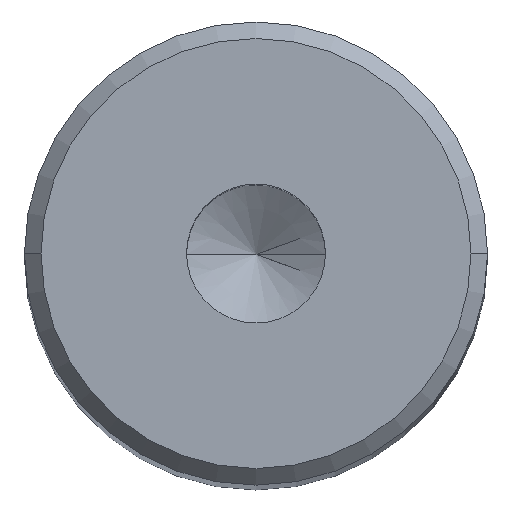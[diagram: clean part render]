
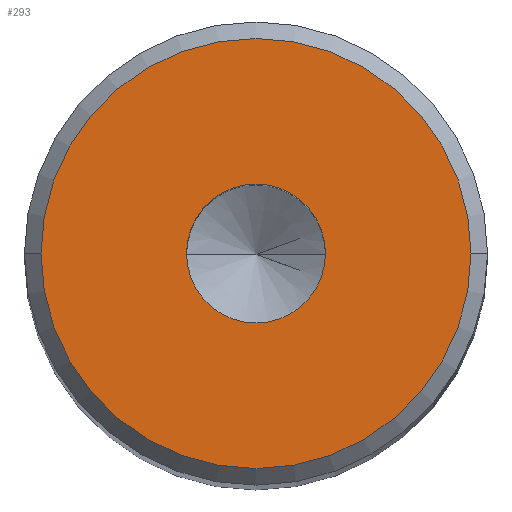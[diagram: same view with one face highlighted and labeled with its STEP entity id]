
A CAD part, top view. The second image highlights one B-rep face of the part: STEP entity #293.
In plain terms, the highlighted planar face has unit normal (0, 0, 1).
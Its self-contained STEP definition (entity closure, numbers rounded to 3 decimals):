
#28 = VERTEX_POINT ( 'NONE', #460 ) ;
#34 = ORIENTED_EDGE ( 'NONE', *, *, #493, .F. ) ;
#47 = DIRECTION ( 'NONE',  ( 1., 0., 0. ) ) ;
#66 = EDGE_LOOP ( 'NONE', ( #34, #285 ) ) ;
#79 = CARTESIAN_POINT ( 'NONE',  ( 0., 0., 0. ) ) ;
#112 = CIRCLE ( 'NONE', #365, 2.1 ) ;
#130 = CIRCLE ( 'NONE', #561, 6.5 ) ;
#135 = EDGE_CURVE ( 'NONE', #310, #433, #568, .T. ) ;
#144 = DIRECTION ( 'NONE',  ( 1., 0., 0. ) ) ;
#157 = CARTESIAN_POINT ( 'NONE',  ( 0., 0., 0. ) ) ;
#190 = CARTESIAN_POINT ( 'NONE',  ( 0., 0., 0. ) ) ;
#200 = EDGE_CURVE ( 'NONE', #433, #310, #130, .T. ) ;
#202 = DIRECTION ( 'NONE',  ( 0., 0., 1. ) ) ;
#205 = ORIENTED_EDGE ( 'NONE', *, *, #135, .T. ) ;
#213 = CIRCLE ( 'NONE', #237, 2.1 ) ;
#237 = AXIS2_PLACEMENT_3D ( 'NONE', #79, #578, #47 ) ;
#254 = EDGE_CURVE ( 'NONE', #399, #28, #112, .T. ) ;
#281 = PLANE ( 'NONE',  #327 ) ;
#285 = ORIENTED_EDGE ( 'NONE', *, *, #254, .F. ) ;
#288 = DIRECTION ( 'NONE',  ( 0., 0., 1. ) ) ;
#293 = ADVANCED_FACE ( 'NONE', ( #551, #384 ), #281, .T. ) ;
#310 = VERTEX_POINT ( 'NONE', #587 ) ;
#327 = AXIS2_PLACEMENT_3D ( 'NONE', #190, #344, #340 ) ;
#331 = DIRECTION ( 'NONE',  ( 0., 0., 1. ) ) ;
#333 = DIRECTION ( 'NONE',  ( 1., 0., 0. ) ) ;
#334 = EDGE_LOOP ( 'NONE', ( #347, #205 ) ) ;
#340 = DIRECTION ( 'NONE',  ( 1., 0., 0. ) ) ;
#344 = DIRECTION ( 'NONE',  ( 0., 0., 1. ) ) ;
#345 = DIRECTION ( 'NONE',  ( 1., 0., 0. ) ) ;
#347 = ORIENTED_EDGE ( 'NONE', *, *, #200, .T. ) ;
#365 = AXIS2_PLACEMENT_3D ( 'NONE', #555, #331, #333 ) ;
#384 = FACE_OUTER_BOUND ( 'NONE', #334, .T. ) ;
#395 = CARTESIAN_POINT ( 'NONE',  ( -6.5, 0., 0. ) ) ;
#399 = VERTEX_POINT ( 'NONE', #513 ) ;
#433 = VERTEX_POINT ( 'NONE', #395 ) ;
#460 = CARTESIAN_POINT ( 'NONE',  ( 2.1, 0., 0. ) ) ;
#470 = CARTESIAN_POINT ( 'NONE',  ( 0., 0., 0. ) ) ;
#487 = AXIS2_PLACEMENT_3D ( 'NONE', #157, #202, #345 ) ;
#493 = EDGE_CURVE ( 'NONE', #28, #399, #213, .T. ) ;
#513 = CARTESIAN_POINT ( 'NONE',  ( -2.1, 0., 0. ) ) ;
#551 = FACE_BOUND ( 'NONE', #66, .T. ) ;
#555 = CARTESIAN_POINT ( 'NONE',  ( 0., 0., 0. ) ) ;
#561 = AXIS2_PLACEMENT_3D ( 'NONE', #470, #288, #144 ) ;
#568 = CIRCLE ( 'NONE', #487, 6.5 ) ;
#578 = DIRECTION ( 'NONE',  ( 0., 0., 1. ) ) ;
#587 = CARTESIAN_POINT ( 'NONE',  ( 6.5, 0., 0. ) ) ;
